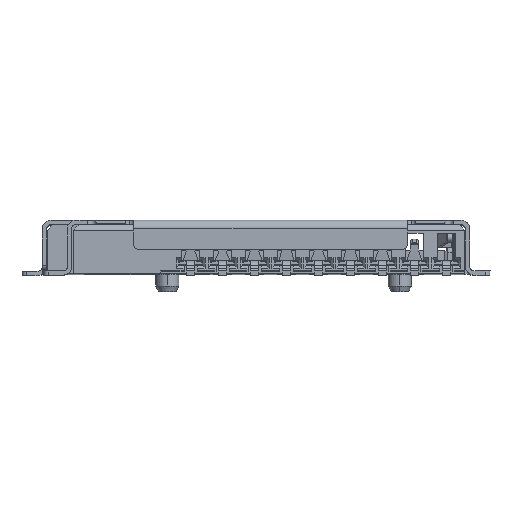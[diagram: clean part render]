
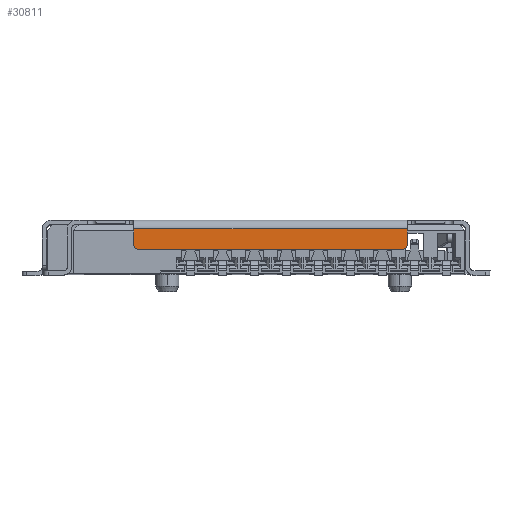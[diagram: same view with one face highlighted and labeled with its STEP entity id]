
A CAD part, top view. The second image highlights one B-rep face of the part: STEP entity #30811.
In plain terms, the highlighted planar face has unit normal (0, 0, 1).
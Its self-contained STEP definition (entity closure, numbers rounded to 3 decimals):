
#312 = EDGE_LOOP ( 'NONE', ( #37912, #14141, #47240, #6039, #9222, #17327 ) ) ;
#1465 = CARTESIAN_POINT ( 'NONE',  ( -5., 1., 0.15 ) ) ;
#2070 = EDGE_CURVE ( 'NONE', #39087, #48527, #13210, .T. ) ;
#2149 = CARTESIAN_POINT ( 'NONE',  ( 4.438, 1.55, 0.15 ) ) ;
#3184 = VECTOR ( 'NONE', #6007, 1000. ) ;
#4361 = LINE ( 'NONE', #2149, #3184 ) ;
#5008 = DIRECTION ( 'NONE',  ( 0., 1., 0. ) ) ;
#5322 = DIRECTION ( 'NONE',  ( 1., 0., 0. ) ) ;
#6007 = DIRECTION ( 'NONE',  ( 1., 0., 0. ) ) ;
#6039 = ORIENTED_EDGE ( 'NONE', *, *, #47575, .T. ) ;
#7637 = CARTESIAN_POINT ( 'NONE',  ( -5.15, 1.425, 0.15 ) ) ;
#9222 = ORIENTED_EDGE ( 'NONE', *, *, #20501, .T. ) ;
#9917 = CARTESIAN_POINT ( 'NONE',  ( 4.25, 1., 0.15 ) ) ;
#10744 = VERTEX_POINT ( 'NONE', #18241 ) ;
#11415 = DIRECTION ( 'NONE',  ( 0., -1., 0. ) ) ;
#12353 = VERTEX_POINT ( 'NONE', #17481 ) ;
#12752 = DIRECTION ( 'NONE',  ( 0., 0., -1. ) ) ;
#13210 = LINE ( 'NONE', #35424, #42390 ) ;
#14141 = ORIENTED_EDGE ( 'NONE', *, *, #23230, .F. ) ;
#14297 = EDGE_CURVE ( 'NONE', #39087, #12353, #28551, .T. ) ;
#17318 = PLANE ( 'NONE',  #18189 ) ;
#17327 = ORIENTED_EDGE ( 'NONE', *, *, #14297, .F. ) ;
#17481 = CARTESIAN_POINT ( 'NONE',  ( 4.1, 0.85, 0.15 ) ) ;
#18189 = AXIS2_PLACEMENT_3D ( 'NONE', #28707, #43945, #21175 ) ;
#18241 = CARTESIAN_POINT ( 'NONE',  ( -5.15, 1.55, 0.15 ) ) ;
#20501 = EDGE_CURVE ( 'NONE', #39927, #12353, #45118, .T. ) ;
#21175 = DIRECTION ( 'NONE',  ( 1., 0., 0. ) ) ;
#23212 = AXIS2_PLACEMENT_3D ( 'NONE', #35565, #12752, #39392 ) ;
#23230 = EDGE_CURVE ( 'NONE', #10744, #48527, #4361, .T. ) ;
#26322 = FACE_OUTER_BOUND ( 'NONE', #312, .T. ) ;
#26372 = VECTOR ( 'NONE', #11415, 1000. ) ;
#28138 = DIRECTION ( 'NONE',  ( 0., 0., 1. ) ) ;
#28545 = VERTEX_POINT ( 'NONE', #32153 ) ;
#28551 = CIRCLE ( 'NONE', #23212, 0.15 ) ;
#28707 = CARTESIAN_POINT ( 'NONE',  ( -0.45, 1.2, 0.15 ) ) ;
#29703 = CARTESIAN_POINT ( 'NONE',  ( 4.25, 1.55, 0.15 ) ) ;
#30811 = ADVANCED_FACE ( 'NONE', ( #26322 ), #17318, .T. ) ;
#32153 = CARTESIAN_POINT ( 'NONE',  ( -5.15, 1., 0.15 ) ) ;
#32729 = CARTESIAN_POINT ( 'NONE',  ( -0.45, 0.85, 0.15 ) ) ;
#32891 = DIRECTION ( 'NONE',  ( 1., 0., 0. ) ) ;
#33843 = CIRCLE ( 'NONE', #34959, 0.15 ) ;
#34959 = AXIS2_PLACEMENT_3D ( 'NONE', #1465, #28138, #5322 ) ;
#35017 = VECTOR ( 'NONE', #32891, 1000. ) ;
#35424 = CARTESIAN_POINT ( 'NONE',  ( 4.25, 1.2, 0.15 ) ) ;
#35565 = CARTESIAN_POINT ( 'NONE',  ( 4.1, 1., 0.15 ) ) ;
#37912 = ORIENTED_EDGE ( 'NONE', *, *, #2070, .T. ) ;
#38811 = LINE ( 'NONE', #7637, #26372 ) ;
#39087 = VERTEX_POINT ( 'NONE', #9917 ) ;
#39392 = DIRECTION ( 'NONE',  ( -1., 0., 0. ) ) ;
#39927 = VERTEX_POINT ( 'NONE', #41135 ) ;
#41135 = CARTESIAN_POINT ( 'NONE',  ( -5., 0.85, 0.15 ) ) ;
#42390 = VECTOR ( 'NONE', #5008, 1000. ) ;
#43945 = DIRECTION ( 'NONE',  ( 0., 0., 1. ) ) ;
#45117 = EDGE_CURVE ( 'NONE', #10744, #28545, #38811, .T. ) ;
#45118 = LINE ( 'NONE', #32729, #35017 ) ;
#47240 = ORIENTED_EDGE ( 'NONE', *, *, #45117, .T. ) ;
#47575 = EDGE_CURVE ( 'NONE', #28545, #39927, #33843, .T. ) ;
#48527 = VERTEX_POINT ( 'NONE', #29703 ) ;
